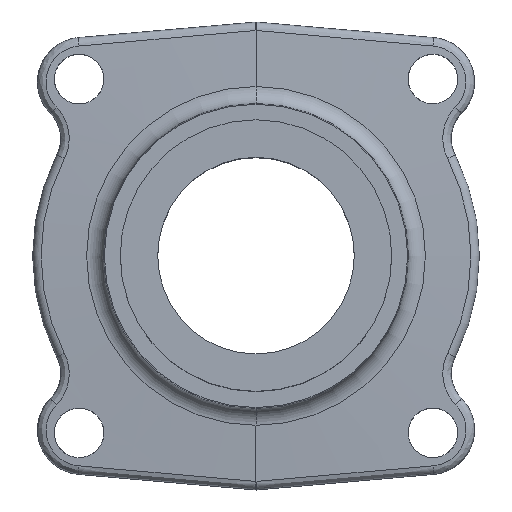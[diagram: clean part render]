
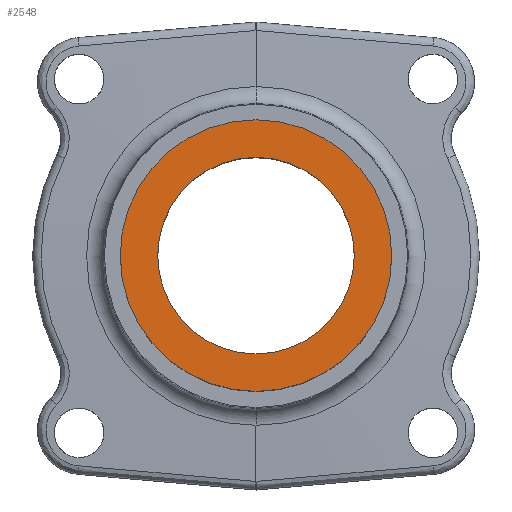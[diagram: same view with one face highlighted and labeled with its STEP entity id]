
A CAD part, top view. The second image highlights one B-rep face of the part: STEP entity #2548.
In plain terms, the highlighted planar face has unit normal (0, 0, 1).
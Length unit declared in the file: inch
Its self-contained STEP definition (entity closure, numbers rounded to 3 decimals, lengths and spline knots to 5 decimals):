
#869=CARTESIAN_POINT('',(0.,0.,1.83793));
#870=DIRECTION('',(0.,0.,1.));
#871=DIRECTION('',(0.,1.,0.));
#872=AXIS2_PLACEMENT_3D('',#869,#870,#871);
#874=CARTESIAN_POINT('',(0.,0.,1.83793));
#875=DIRECTION('',(0.,0.,1.));
#876=DIRECTION('',(0.,-1.,0.));
#877=AXIS2_PLACEMENT_3D('',#874,#875,#876);
#879=CARTESIAN_POINT('',(0.,0.,1.83793));
#880=DIRECTION('',(0.,0.,1.));
#881=DIRECTION('',(1.,0.,0.));
#882=AXIS2_PLACEMENT_3D('',#879,#880,#881);
#884=CARTESIAN_POINT('',(0.,0.,1.83793));
#885=DIRECTION('',(0.,0.,1.));
#886=DIRECTION('',(-1.,0.,0.));
#887=AXIS2_PLACEMENT_3D('',#884,#885,#886);
#1119=CARTESIAN_POINT('',(0.,0.95,1.83793));
#1120=CARTESIAN_POINT('',(0.,-0.95,1.83793));
#1121=VERTEX_POINT('',#1119);
#1122=VERTEX_POINT('',#1120);
#1123=CARTESIAN_POINT('',(0.6875,0.,1.83793));
#1124=CARTESIAN_POINT('',(-0.6875,0.,1.83793));
#1125=VERTEX_POINT('',#1123);
#1126=VERTEX_POINT('',#1124);
#2533=CARTESIAN_POINT('',(-2.25,-1.63667,1.83793));
#2534=DIRECTION('',(0.,0.,-1.));
#2535=DIRECTION('',(0.,1.,0.));
#2536=AXIS2_PLACEMENT_3D('',#2533,#2534,#2535);
#2537=PLANE('',#2536);
#2539=ORIENTED_EDGE('',*,*,#2538,.F.);
#2541=ORIENTED_EDGE('',*,*,#2540,.F.);
#2542=EDGE_LOOP('',(#2539,#2541));
#2543=FACE_OUTER_BOUND('',#2542,.F.);
#2544=ORIENTED_EDGE('',*,*,#2513,.T.);
#2545=ORIENTED_EDGE('',*,*,#2527,.T.);
#2546=EDGE_LOOP('',(#2544,#2545));
#2547=FACE_BOUND('',#2546,.F.);
#873=CIRCLE('',#872,0.95);
#878=CIRCLE('',#877,0.95);
#883=CIRCLE('',#882,0.6875);
#888=CIRCLE('',#887,0.6875);
#2513=EDGE_CURVE('',#1125,#1126,#883,.T.);
#2527=EDGE_CURVE('',#1126,#1125,#888,.T.);
#2538=EDGE_CURVE('',#1121,#1122,#873,.T.);
#2540=EDGE_CURVE('',#1122,#1121,#878,.T.);
#2548=ADVANCED_FACE('',(#2543,#2547),#2537,.F.);
